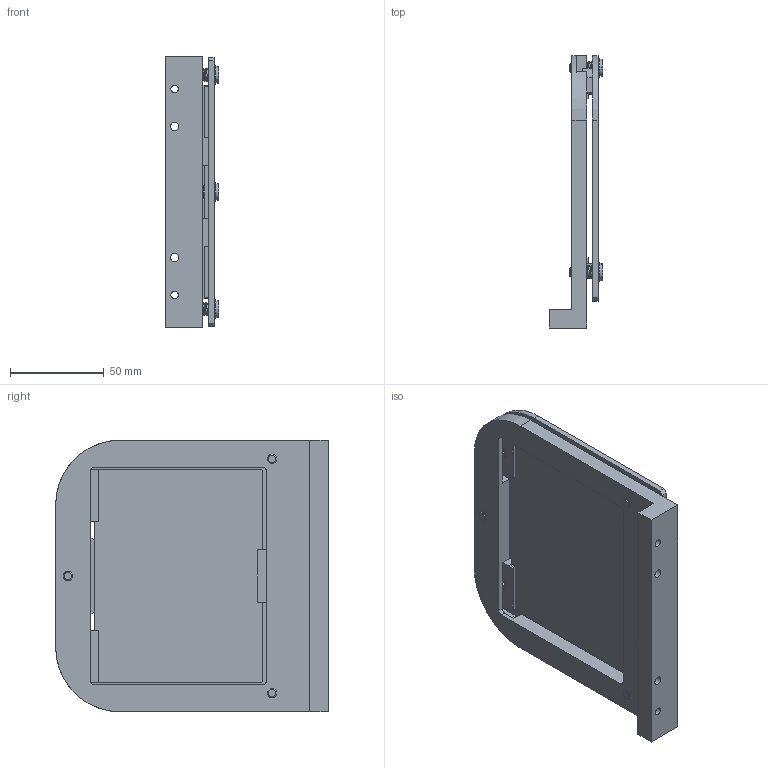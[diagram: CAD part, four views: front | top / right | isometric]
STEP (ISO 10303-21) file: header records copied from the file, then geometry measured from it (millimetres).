
FILE_DESCRIPTION (( 'STEP AP203' ), '1' );
FILE_NAME ('DP29539-B_CMTS064-096.step', '2022-01-05T11:29:26', ( '' ), ( '' ), 'SwSTEP 2.0', 'SolidWorks 2021', '' );
FILE_SCHEMA (( 'CONFIG_CONTROL_DESIGN' ));
Length unit declared in the file: millimetre
Products named in the file (1): DP29539-B_CMTS064-096
Bounding box: 28.5 x 145.5 x 145 mm (x, y, z)
Surface area: 76827.5 mm2 (no closed solid volume)
Topology: 0 solids, 30 shells, 227 faces, 698 edges, 498 vertices
Faces by surface type: plane 135, cylinder 62, cone 18, torus 6, bspline 6
Entity records: 11032 total; most frequent: CARTESIAN_POINT 4604, DIRECTION 1364, ORIENTED_EDGE 1158, EDGE_CURVE 698, VERTEX_POINT 498, AXIS2_PLACEMENT_3D 462, VECTOR 440, LINE 440
